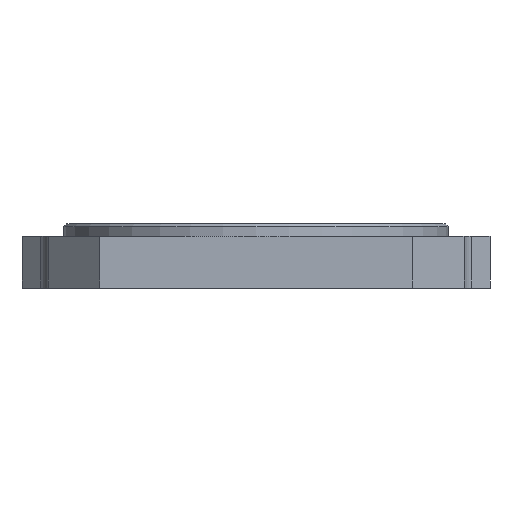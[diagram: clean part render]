
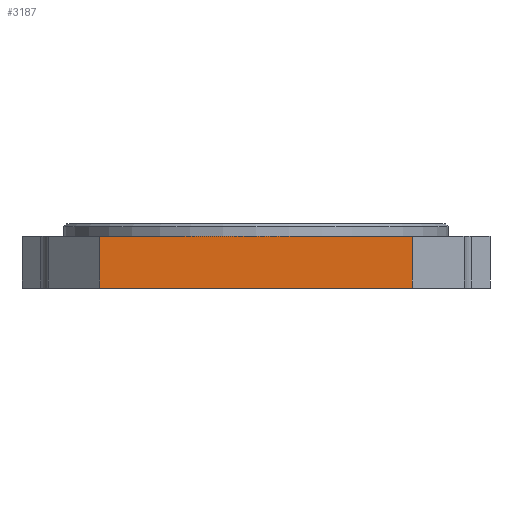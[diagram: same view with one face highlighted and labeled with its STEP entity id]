
A CAD part, left-side view. The second image highlights one B-rep face of the part: STEP entity #3187.
In plain terms, the highlighted planar face has unit normal (-1, 0, 0).
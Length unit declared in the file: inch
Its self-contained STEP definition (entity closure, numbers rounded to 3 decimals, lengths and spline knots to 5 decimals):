
#60 = VECTOR ( 'NONE', #3363, 39.37008 ) ;
#409 = EDGE_CURVE ( 'NONE', #1694, #2234, #2511, .T. ) ;
#479 = LINE ( 'NONE', #4119, #60 ) ;
#515 = ORIENTED_EDGE ( 'NONE', *, *, #1859, .T. ) ;
#555 = CARTESIAN_POINT ( 'NONE',  ( -1.24, 0.75, -0.125 ) ) ;
#584 = AXIS2_PLACEMENT_3D ( 'NONE', #2978, #824, #2232 ) ;
#686 = CARTESIAN_POINT ( 'NONE',  ( -1.24, -0.75, -0.125 ) ) ;
#792 = FACE_OUTER_BOUND ( 'NONE', #3632, .T. ) ;
#824 = DIRECTION ( 'NONE',  ( 1., 0., 0. ) ) ;
#891 = PLANE ( 'NONE',  #584 ) ;
#1287 = CARTESIAN_POINT ( 'NONE',  ( -1.24, 0.75, -0.125 ) ) ;
#1577 = LINE ( 'NONE', #4043, #2635 ) ;
#1597 = CARTESIAN_POINT ( 'NONE',  ( -1.24, 0.75, 0.125 ) ) ;
#1694 = VERTEX_POINT ( 'NONE', #686 ) ;
#1859 = EDGE_CURVE ( 'NONE', #2261, #1694, #1577, .T. ) ;
#1917 = ORIENTED_EDGE ( 'NONE', *, *, #409, .T. ) ;
#1982 = CARTESIAN_POINT ( 'NONE',  ( -1.24, -0.75, 0.125 ) ) ;
#2223 = CARTESIAN_POINT ( 'NONE',  ( -1.24, -0.75, 0.125 ) ) ;
#2231 = DIRECTION ( 'NONE',  ( 0., -1., 0. ) ) ;
#2232 = DIRECTION ( 'NONE',  ( 0., 1., 0. ) ) ;
#2234 = VERTEX_POINT ( 'NONE', #1982 ) ;
#2261 = VERTEX_POINT ( 'NONE', #1287 ) ;
#2511 = LINE ( 'NONE', #2223, #2918 ) ;
#2635 = VECTOR ( 'NONE', #2231, 39.37008 ) ;
#2735 = EDGE_CURVE ( 'NONE', #3228, #2234, #479, .T. ) ;
#2739 = ORIENTED_EDGE ( 'NONE', *, *, #2735, .F. ) ;
#2889 = ORIENTED_EDGE ( 'NONE', *, *, #3586, .T. ) ;
#2918 = VECTOR ( 'NONE', #3961, 39.37008 ) ;
#2978 = CARTESIAN_POINT ( 'NONE',  ( -1.24, 0., 0.125 ) ) ;
#3093 = LINE ( 'NONE', #555, #4012 ) ;
#3187 = ADVANCED_FACE ( 'NONE', ( #792 ), #891, .F. ) ;
#3228 = VERTEX_POINT ( 'NONE', #1597 ) ;
#3363 = DIRECTION ( 'NONE',  ( 0., -1., 0. ) ) ;
#3586 = EDGE_CURVE ( 'NONE', #3228, #2261, #3093, .T. ) ;
#3632 = EDGE_LOOP ( 'NONE', ( #515, #1917, #2739, #2889 ) ) ;
#3961 = DIRECTION ( 'NONE',  ( 0., 0., 1. ) ) ;
#4012 = VECTOR ( 'NONE', #4129, 39.37008 ) ;
#4043 = CARTESIAN_POINT ( 'NONE',  ( -1.24, 0., -0.125 ) ) ;
#4119 = CARTESIAN_POINT ( 'NONE',  ( -1.24, 0., 0.125 ) ) ;
#4129 = DIRECTION ( 'NONE',  ( 0., 0., -1. ) ) ;
